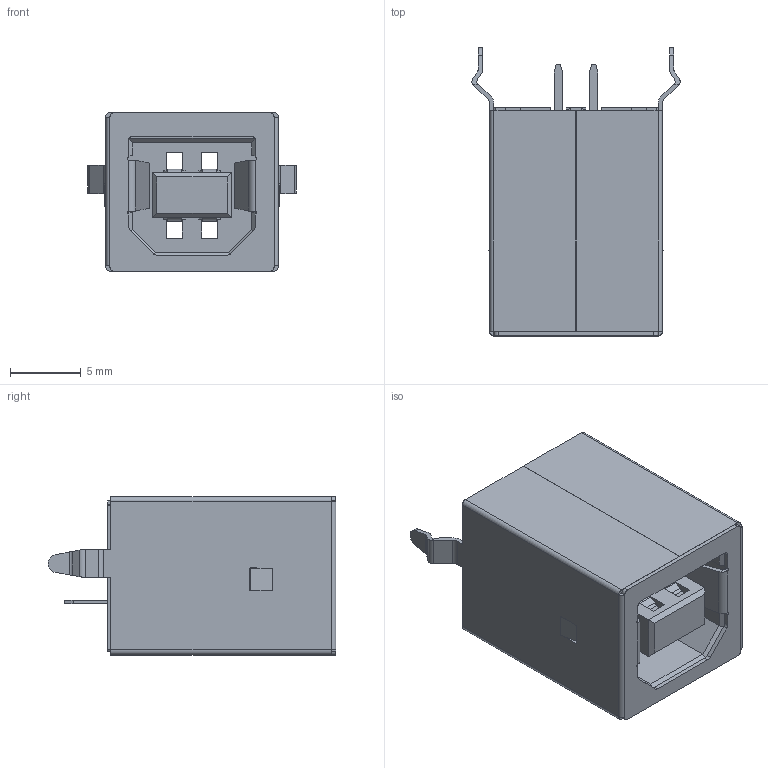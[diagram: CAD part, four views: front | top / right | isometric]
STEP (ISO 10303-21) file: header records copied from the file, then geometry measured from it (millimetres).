
FILE_DESCRIPTION(/* description */ ('Unknown'),/* implementation_level */ '2;1');
FILE_NAME(/* name */ '61400413321',/* time_stamp */ '2016-03-18T14:13:04+01:00',/* author */ ('Unknown'),/* organization */ ('Unknown'),/* preprocessor_version */ 'ST-DEVELOPER v16',/* originating_system */ 'DEX',/* authorisation */ $);
FILE_SCHEMA (('AUTOMOTIVE_DESIGN {1 0 10303 214 3 1 1}'));
Length unit declared in the file: millimetre
Products named in the file (5): 61400413321; 61400413321_Insulator; 61400413321_Pin; 61400413321_Pin_2; 61400413321_Shielding
Assembly tree (6 placements, depth 2):
  61400413321
    61400413321_Insulator
    61400413321_Pin  x2
    61400413321_Pin_2  x2
    61400413321_Shielding
Bounding box: 14.7 x 20.32 x 11.2 mm (x, y, z)
Volume: 1353.4 mm3; surface area: 3791.1 mm2
Topology: 6 solids, 6 shells, 586 faces, 1622 edges, 1044 vertices
Faces by surface type: plane 486, cylinder 100
Entity records: 15774 total; most frequent: CARTESIAN_POINT 2631, ORIENTED_EDGE 2620, DIRECTION 2436, EDGE_CURVE 1310, LINE 1138, VECTOR 1138, VERTEX_POINT 844, AXIS2_PLACEMENT_3D 649
